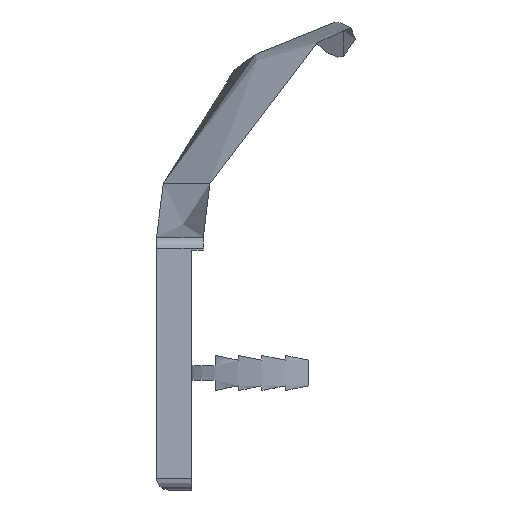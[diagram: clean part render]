
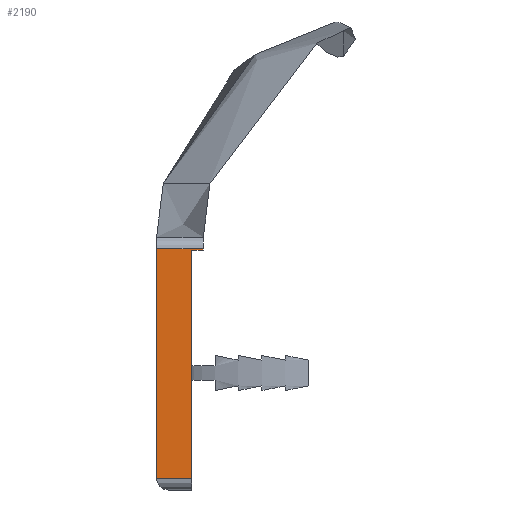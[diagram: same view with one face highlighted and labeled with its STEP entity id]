
A CAD part, left-side view. The second image highlights one B-rep face of the part: STEP entity #2190.
In plain terms, the highlighted planar face has unit normal (-1, 0, 0).
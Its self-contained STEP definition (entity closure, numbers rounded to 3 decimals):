
#320=CARTESIAN_POINT('',(-497.5,0.,1.));
#330=VERTEX_POINT('',#320);
#550=CARTESIAN_POINT('',(-497.5,-3.,1.));
#560=DIRECTION('',(0.,1.,0.));
#570=VECTOR('',#560,1.);
#580=LINE('',#550,#570);
#590=CARTESIAN_POINT('',(-497.5,-3.,1.));
#600=VERTEX_POINT('',#590);
#610=EDGE_CURVE('',#600,#330,#580,.T.);
#1110=CARTESIAN_POINT('',(-497.5,-3.,1.));
#1120=DIRECTION('',(0.,0.,1.));
#1130=VECTOR('',#1120,1.);
#1140=LINE('',#1110,#1130);
#1150=CARTESIAN_POINT('',(-497.5,-3.,20.5));
#1160=VERTEX_POINT('',#1150);
#1170=EDGE_CURVE('',#600,#1160,#1140,.T.);
#1800=CARTESIAN_POINT('',(-497.5,-4.,0.));
#1810=DIRECTION('',(-1.,0.,0.));
#1820=DIRECTION('',(0.,1.,0.));
#1830=AXIS2_PLACEMENT_3D('',#1800,#1810,#1820);
#1840=PLANE('',#1830);
#1850=CARTESIAN_POINT('',(-497.5,0.,20.6));
#1860=DIRECTION('',(0.,-1.,0.));
#1870=VECTOR('',#1860,1.);
#1880=LINE('',#1850,#1870);
#1890=CARTESIAN_POINT('',(-497.5,0.,20.6));
#1900=VERTEX_POINT('',#1890);
#1910=CARTESIAN_POINT('',(-497.5,-4.,20.6));
#1920=VERTEX_POINT('',#1910);
#1930=EDGE_CURVE('',#1900,#1920,#1880,.T.);
#1940=ORIENTED_EDGE('',*,*,#1930,.F.);
#1950=CARTESIAN_POINT('',(-497.5,-4.,20.6));
#1960=DIRECTION('',(0.,0.,-1.));
#1970=VECTOR('',#1960,1.);
#1980=LINE('',#1950,#1970);
#1990=CARTESIAN_POINT('',(-497.5,-4.,20.5));
#2000=VERTEX_POINT('',#1990);
#2010=EDGE_CURVE('',#1920,#2000,#1980,.T.);
#2020=ORIENTED_EDGE('',*,*,#2010,.F.);
#2030=CARTESIAN_POINT('',(-497.5,-3.,20.5));
#2040=DIRECTION('',(0.,-1.,0.));
#2050=VECTOR('',#2040,1.);
#2060=LINE('',#2030,#2050);
#2070=EDGE_CURVE('',#1160,#2000,#2060,.T.);
#2080=ORIENTED_EDGE('',*,*,#2070,.T.);
#2090=ORIENTED_EDGE('',*,*,#1170,.T.);
#2100=ORIENTED_EDGE('',*,*,#610,.F.);
#2110=CARTESIAN_POINT('',(-497.5,0.,20.6));
#2120=DIRECTION('',(0.,0.,-1.));
#2130=VECTOR('',#2120,1.);
#2140=LINE('',#2110,#2130);
#2150=EDGE_CURVE('',#1900,#330,#2140,.T.);
#2160=ORIENTED_EDGE('',*,*,#2150,.T.);
#2170=EDGE_LOOP('',(#2160,#2100,#2090,#2080,#2020,#1940));
#2180=FACE_OUTER_BOUND('',#2170,.T.);
#2190=ADVANCED_FACE('',(#2180),#1840,.T.);
